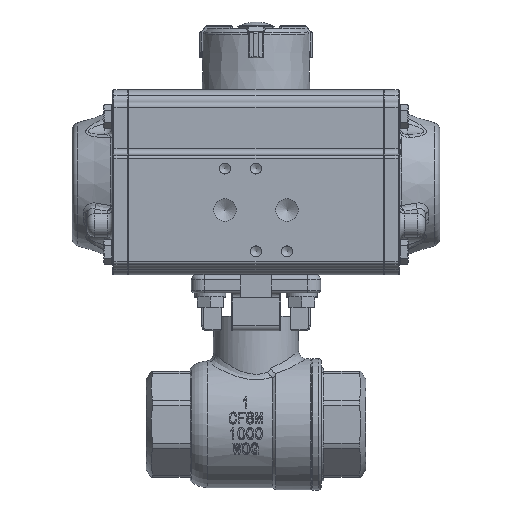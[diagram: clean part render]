
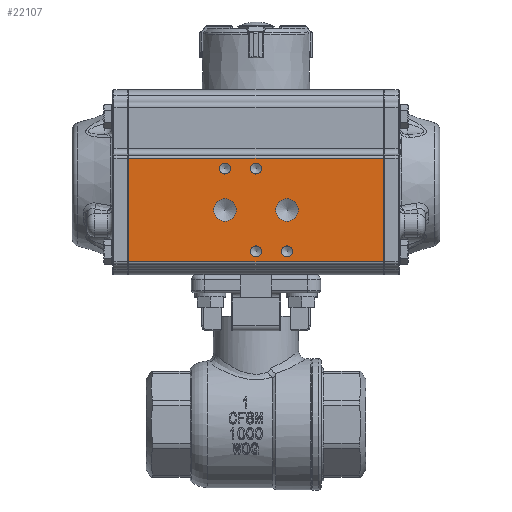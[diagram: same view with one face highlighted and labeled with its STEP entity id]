
A CAD part, top view. The second image highlights one B-rep face of the part: STEP entity #22107.
In plain terms, the highlighted face is planar.
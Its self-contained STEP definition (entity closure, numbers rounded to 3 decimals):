
#873=PLANE('',#24068);
#2537=LINE('',#66566,#3942);
#2538=LINE('',#66570,#3943);
#2539=LINE('',#66572,#3944);
#2540=LINE('',#66574,#3945);
#3942=VECTOR('',#28281,1000.);
#3943=VECTOR('',#28286,1000.);
#3944=VECTOR('',#28287,1000.);
#3945=VECTOR('',#28288,1000.);
#8468=ORIENTED_EDGE('',*,*,#13390,.F.);
#8469=ORIENTED_EDGE('',*,*,#13392,.T.);
#8470=ORIENTED_EDGE('',*,*,#13393,.T.);
#8471=ORIENTED_EDGE('',*,*,#13394,.T.);
#8472=ORIENTED_EDGE('',*,*,#13098,.F.);
#8473=ORIENTED_EDGE('',*,*,#13096,.F.);
#8474=ORIENTED_EDGE('',*,*,#13094,.F.);
#8475=ORIENTED_EDGE('',*,*,#13092,.F.);
#8476=ORIENTED_EDGE('',*,*,#13090,.F.);
#8477=ORIENTED_EDGE('',*,*,#13088,.F.);
#13088=EDGE_CURVE('',#15927,#15927,#17420,.T.);
#13090=EDGE_CURVE('',#15930,#15930,#17422,.T.);
#13092=EDGE_CURVE('',#15933,#15933,#17424,.T.);
#13094=EDGE_CURVE('',#15936,#15936,#17426,.T.);
#13096=EDGE_CURVE('',#15939,#15939,#17428,.T.);
#13098=EDGE_CURVE('',#15942,#15942,#17430,.T.);
#13390=EDGE_CURVE('',#16180,#16181,#2537,.T.);
#13392=EDGE_CURVE('',#16180,#16182,#2538,.T.);
#13393=EDGE_CURVE('',#16182,#16183,#2539,.T.);
#13394=EDGE_CURVE('',#16183,#16181,#2540,.T.);
#15927=VERTEX_POINT('',#65475);
#15930=VERTEX_POINT('',#65482);
#15933=VERTEX_POINT('',#65489);
#15936=VERTEX_POINT('',#65496);
#15939=VERTEX_POINT('',#65503);
#15942=VERTEX_POINT('',#65510);
#16180=VERTEX_POINT('',#66565);
#16181=VERTEX_POINT('',#66567);
#16182=VERTEX_POINT('',#66571);
#16183=VERTEX_POINT('',#66573);
#17420=CIRCLE('',#23818,4.4);
#17422=CIRCLE('',#23822,4.4);
#17424=CIRCLE('',#23826,2.1);
#17426=CIRCLE('',#23830,2.1);
#17428=CIRCLE('',#23834,2.1);
#17430=CIRCLE('',#23838,2.1);
#18900=EDGE_LOOP('',(#8468,#8469,#8470,#8471));
#18901=EDGE_LOOP('',(#8472));
#18902=EDGE_LOOP('',(#8473));
#18903=EDGE_LOOP('',(#8474));
#18904=EDGE_LOOP('',(#8475));
#18905=EDGE_LOOP('',(#8476));
#18906=EDGE_LOOP('',(#8477));
#20505=FACE_BOUND('',#18900,.T.);
#20506=FACE_BOUND('',#18901,.T.);
#20507=FACE_BOUND('',#18902,.T.);
#20508=FACE_BOUND('',#18903,.T.);
#20509=FACE_BOUND('',#18904,.T.);
#20510=FACE_BOUND('',#18905,.T.);
#20511=FACE_BOUND('',#18906,.T.);
#22107=ADVANCED_FACE('',(#20505,#20506,#20507,#20508,#20509,#20510,#20511),
#873,.F.);
#23818=AXIS2_PLACEMENT_3D('',#65474,#27684,#27685);
#23822=AXIS2_PLACEMENT_3D('',#65481,#27692,#27693);
#23826=AXIS2_PLACEMENT_3D('',#65488,#27700,#27701);
#23830=AXIS2_PLACEMENT_3D('',#65495,#27708,#27709);
#23834=AXIS2_PLACEMENT_3D('',#65502,#27716,#27717);
#23838=AXIS2_PLACEMENT_3D('',#65509,#27724,#27725);
#24068=AXIS2_PLACEMENT_3D('',#66569,#28284,#28285);
#27684=DIRECTION('',(-1.,0.,0.));
#27685=DIRECTION('',(0.,0.,1.));
#27692=DIRECTION('',(-1.,0.,0.));
#27693=DIRECTION('',(0.,0.,1.));
#27700=DIRECTION('',(-1.,0.,0.));
#27701=DIRECTION('',(0.,0.,1.));
#27708=DIRECTION('',(-1.,0.,0.));
#27709=DIRECTION('',(0.,0.,1.));
#27716=DIRECTION('',(-1.,0.,0.));
#27717=DIRECTION('',(0.,0.,1.));
#27724=DIRECTION('',(-1.,0.,0.));
#27725=DIRECTION('',(0.,0.,1.));
#28281=DIRECTION('',(0.,0.,-1.));
#28284=DIRECTION('',(1.,0.,0.));
#28285=DIRECTION('',(0.,1.,0.));
#28286=DIRECTION('',(0.,1.,0.));
#28287=DIRECTION('',(0.,0.,-1.));
#28288=DIRECTION('',(0.,-1.,0.));
#65474=CARTESIAN_POINT('',(-42.,-10.,12.));
#65475=CARTESIAN_POINT('',(-42.,-10.,16.4));
#65481=CARTESIAN_POINT('',(-42.,-10.,-12.));
#65482=CARTESIAN_POINT('',(-42.,-10.,-7.6));
#65488=CARTESIAN_POINT('',(-42.,6.,0.));
#65489=CARTESIAN_POINT('',(-42.,6.,2.1));
#65495=CARTESIAN_POINT('',(-42.,-26.,0.));
#65496=CARTESIAN_POINT('',(-42.,-26.,2.1));
#65502=CARTESIAN_POINT('',(-42.,6.,-12.));
#65503=CARTESIAN_POINT('',(-42.,6.,-9.9));
#65509=CARTESIAN_POINT('',(-42.,-26.,12.));
#65510=CARTESIAN_POINT('',(-42.,-26.,14.1));
#66565=CARTESIAN_POINT('',(-42.,-30.05,49.2));
#66566=CARTESIAN_POINT('',(-42.,-30.05,49.5));
#66567=CARTESIAN_POINT('',(-42.,-30.05,-49.2));
#66569=CARTESIAN_POINT('',(-42.,10.062,49.5));
#66570=CARTESIAN_POINT('',(-42.,10.062,49.2));
#66571=CARTESIAN_POINT('',(-42.,10.062,49.2));
#66572=CARTESIAN_POINT('',(-42.,10.062,49.5));
#66573=CARTESIAN_POINT('',(-42.,10.062,-49.2));
#66574=CARTESIAN_POINT('',(-42.,10.062,-49.2));
